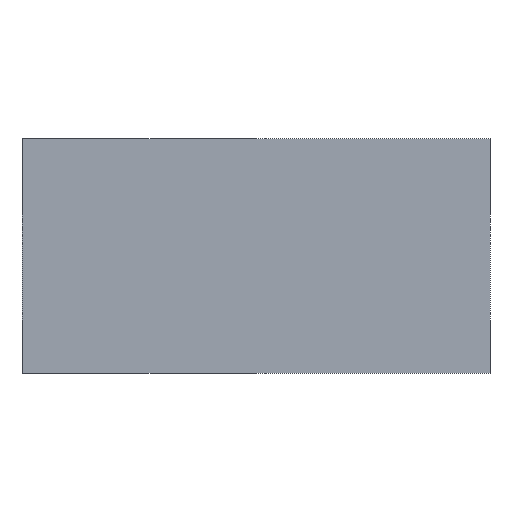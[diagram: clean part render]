
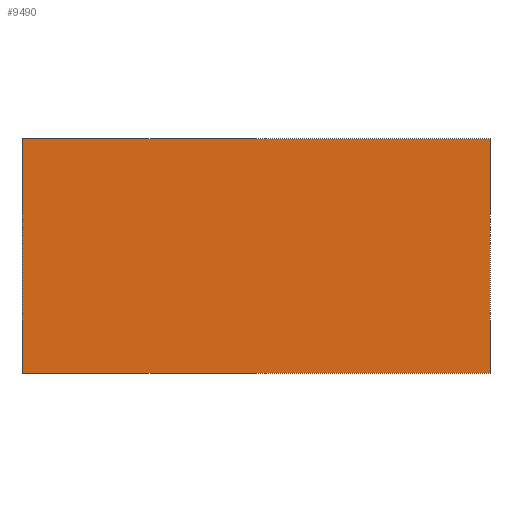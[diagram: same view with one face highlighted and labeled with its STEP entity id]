
A CAD part, left-side view. The second image highlights one B-rep face of the part: STEP entity #9490.
In plain terms, the highlighted planar face has unit normal (-1, 0, 0).
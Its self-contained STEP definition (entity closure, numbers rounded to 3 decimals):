
#7152 = VERTEX_POINT ( 'NONE', #12180 ) ;
#7153 = VERTEX_POINT ( 'NONE', #12179 ) ;
#7159 = EDGE_CURVE ( 'NONE', #7152, #7153, #12258, .T. ) ;
#9437 = VERTEX_POINT ( 'NONE', #14618 ) ;
#9473 = EDGE_LOOP ( 'NONE', ( #9491, #9482, #9483, #9475 ) ) ;
#9474 = EDGE_CURVE ( 'NONE', #7152, #9480, #14782, .T. ) ;
#9475 = ORIENTED_EDGE ( 'NONE', *, *, #9489, .T. ) ;
#9480 = VERTEX_POINT ( 'NONE', #14884 ) ;
#9481 = EDGE_CURVE ( 'NONE', #7153, #9437, #14881, .T. ) ;
#9482 = ORIENTED_EDGE ( 'NONE', *, *, #7159, .F. ) ;
#9483 = ORIENTED_EDGE ( 'NONE', *, *, #9474, .T. ) ;
#9489 = EDGE_CURVE ( 'NONE', #9480, #9437, #14951, .T. ) ;
#9490 = ADVANCED_FACE ( 'NONE', ( #14946 ), #14925, .T. ) ;
#9491 = ORIENTED_EDGE ( 'NONE', *, *, #9481, .F. ) ;
#12179 = CARTESIAN_POINT ( 'NONE',  ( -4.25, -2.5, -1.25 ) ) ;
#12180 = CARTESIAN_POINT ( 'NONE',  ( -4.25, -2.5, 1.25 ) ) ;
#12255 = DIRECTION ( 'NONE',  ( 0., 0., -1. ) ) ;
#12256 = VECTOR ( 'NONE', #12255, 1000. ) ;
#12257 = CARTESIAN_POINT ( 'NONE',  ( -4.25, -2.5, 1.25 ) ) ;
#12258 = LINE ( 'NONE', #12257, #12256 ) ;
#14618 = CARTESIAN_POINT ( 'NONE',  ( -4.25, 2.5, -1.25 ) ) ;
#14769 = DIRECTION ( 'NONE',  ( 0., 1., 0. ) ) ;
#14770 = VECTOR ( 'NONE', #14769, 1000. ) ;
#14771 = CARTESIAN_POINT ( 'NONE',  ( -4.25, -28.026, 1.25 ) ) ;
#14782 = LINE ( 'NONE', #14771, #14770 ) ;
#14877 = DIRECTION ( 'NONE',  ( 0., 1., 0. ) ) ;
#14878 = VECTOR ( 'NONE', #14877, 1000. ) ;
#14880 = CARTESIAN_POINT ( 'NONE',  ( -4.25, -28.026, -1.25 ) ) ;
#14881 = LINE ( 'NONE', #14880, #14878 ) ;
#14884 = CARTESIAN_POINT ( 'NONE',  ( -4.25, 2.5, 1.25 ) ) ;
#14914 = DIRECTION ( 'NONE',  ( 0., 0., 1. ) ) ;
#14916 = DIRECTION ( 'NONE',  ( -1., 0., 0. ) ) ;
#14919 = CARTESIAN_POINT ( 'NONE',  ( -4.25, -28.026, 1.25 ) ) ;
#14921 = AXIS2_PLACEMENT_3D ( 'NONE', #14919, #14916, #14914 ) ;
#14925 = PLANE ( 'NONE',  #14921 ) ;
#14946 = FACE_OUTER_BOUND ( 'NONE', #9473, .T. ) ;
#14947 = DIRECTION ( 'NONE',  ( 0., 0., -1. ) ) ;
#14948 = VECTOR ( 'NONE', #14947, 1000. ) ;
#14949 = CARTESIAN_POINT ( 'NONE',  ( -4.25, 2.5, 1.25 ) ) ;
#14951 = LINE ( 'NONE', #14949, #14948 ) ;
